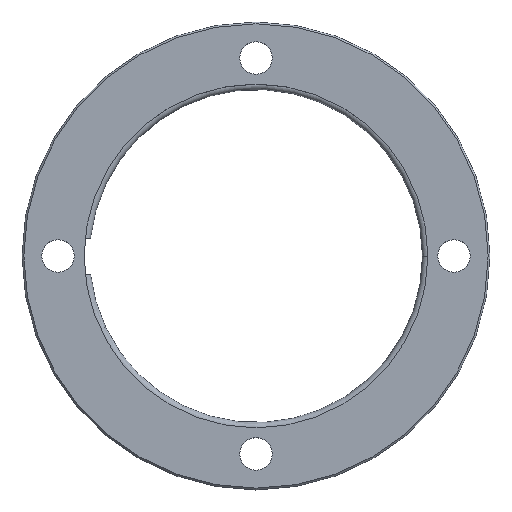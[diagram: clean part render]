
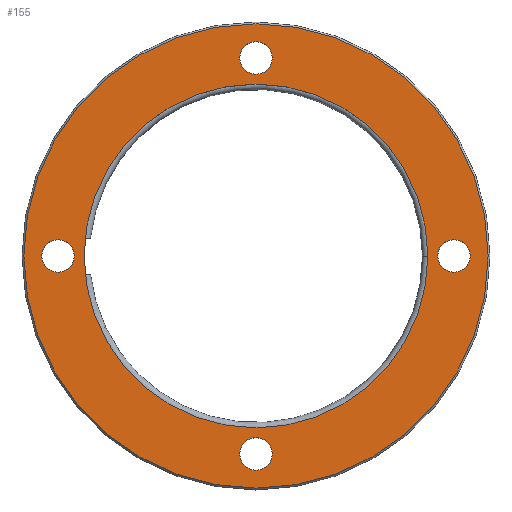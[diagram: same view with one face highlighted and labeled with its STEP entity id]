
A CAD part, top view. The second image highlights one B-rep face of the part: STEP entity #155.
In plain terms, the highlighted planar face has unit normal (0, 0, 1).
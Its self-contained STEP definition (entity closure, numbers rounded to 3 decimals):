
#4 = CARTESIAN_POINT ( 'NONE',  ( 4.5, 55., 0. ) ) ;
#10 = AXIS2_PLACEMENT_3D ( 'NONE', #1300, #615, #1409 ) ;
#14 = ORIENTED_EDGE ( 'NONE', *, *, #1014, .F. ) ;
#28 = CARTESIAN_POINT ( 'NONE',  ( 4.5, -55., 0. ) ) ;
#88 = AXIS2_PLACEMENT_3D ( 'NONE', #179, #823, #171 ) ;
#115 = DIRECTION ( 'NONE',  ( 1., 0., 0. ) ) ;
#116 = VERTEX_POINT ( 'NONE', #1216 ) ;
#137 = CARTESIAN_POINT ( 'NONE',  ( 0., 47.75, 0. ) ) ;
#142 = DIRECTION ( 'NONE',  ( 1., 0., 0. ) ) ;
#152 = VERTEX_POINT ( 'NONE', #991 ) ;
#155 = ADVANCED_FACE ( 'NONE', ( #1181, #384, #292, #776, #1129, #826 ), #1110, .F. ) ;
#171 = DIRECTION ( 'NONE',  ( 1., 0., 0. ) ) ;
#175 = CARTESIAN_POINT ( 'NONE',  ( 0., 0., 0. ) ) ;
#179 = CARTESIAN_POINT ( 'NONE',  ( 0., 55., 0. ) ) ;
#193 = VERTEX_POINT ( 'NONE', #831 ) ;
#198 = CARTESIAN_POINT ( 'NONE',  ( 0., 0., 0. ) ) ;
#203 = EDGE_LOOP ( 'NONE', ( #1103, #601 ) ) ;
#210 = ORIENTED_EDGE ( 'NONE', *, *, #1093, .F. ) ;
#217 = CARTESIAN_POINT ( 'NONE',  ( -55., 0., 0. ) ) ;
#246 = DIRECTION ( 'NONE',  ( 0., 0., 1. ) ) ;
#247 = VERTEX_POINT ( 'NONE', #838 ) ;
#256 = CARTESIAN_POINT ( 'NONE',  ( 55., 0., 0. ) ) ;
#278 = ORIENTED_EDGE ( 'NONE', *, *, #502, .T. ) ;
#280 = AXIS2_PLACEMENT_3D ( 'NONE', #600, #876, #596 ) ;
#286 = ORIENTED_EDGE ( 'NONE', *, *, #296, .F. ) ;
#292 = FACE_BOUND ( 'NONE', #1075, .T. ) ;
#296 = EDGE_CURVE ( 'NONE', #247, #677, #473, .T. ) ;
#305 = CARTESIAN_POINT ( 'NONE',  ( 0., 0., 0. ) ) ;
#309 = DIRECTION ( 'NONE',  ( 0., 0., 1. ) ) ;
#310 = EDGE_LOOP ( 'NONE', ( #14, #799 ) ) ;
#345 = VERTEX_POINT ( 'NONE', #4 ) ;
#346 = CARTESIAN_POINT ( 'NONE',  ( 0., 55., 0. ) ) ;
#348 = CARTESIAN_POINT ( 'NONE',  ( -47.75, 0., 0. ) ) ;
#349 = CIRCLE ( 'NONE', #280, 47.75 ) ;
#358 = AXIS2_PLACEMENT_3D ( 'NONE', #305, #943, #405 ) ;
#363 = DIRECTION ( 'NONE',  ( 1., 0., 0. ) ) ;
#369 = CARTESIAN_POINT ( 'NONE',  ( -64.5, 0., 0. ) ) ;
#384 = FACE_BOUND ( 'NONE', #506, .T. ) ;
#391 = DIRECTION ( 'NONE',  ( 0., 0., 1. ) ) ;
#400 = AXIS2_PLACEMENT_3D ( 'NONE', #175, #927, #1150 ) ;
#405 = DIRECTION ( 'NONE',  ( 1., 0., 0. ) ) ;
#407 = EDGE_CURVE ( 'NONE', #677, #247, #1339, .T. ) ;
#442 = AXIS2_PLACEMENT_3D ( 'NONE', #137, #889, #996 ) ;
#454 = CARTESIAN_POINT ( 'NONE',  ( 55., 0., 0. ) ) ;
#456 = EDGE_CURVE ( 'NONE', #925, #193, #982, .T. ) ;
#473 = CIRCLE ( 'NONE', #584, 4.5 ) ;
#483 = CIRCLE ( 'NONE', #1227, 4.5 ) ;
#496 = AXIS2_PLACEMENT_3D ( 'NONE', #773, #391, #142 ) ;
#502 = EDGE_CURVE ( 'NONE', #1027, #1238, #997, .T. ) ;
#506 = EDGE_LOOP ( 'NONE', ( #1005, #286 ) ) ;
#523 = EDGE_CURVE ( 'NONE', #193, #925, #349, .T. ) ;
#529 = CIRCLE ( 'NONE', #1420, 64.5 ) ;
#539 = CIRCLE ( 'NONE', #496, 4.5 ) ;
#541 = CARTESIAN_POINT ( 'NONE',  ( 64.5, 0., 0. ) ) ;
#561 = DIRECTION ( 'NONE',  ( 0., 0., 1. ) ) ;
#584 = AXIS2_PLACEMENT_3D ( 'NONE', #1164, #689, #1269 ) ;
#596 = DIRECTION ( 'NONE',  ( 1., 0., 0. ) ) ;
#600 = CARTESIAN_POINT ( 'NONE',  ( 0., 0., 0. ) ) ;
#601 = ORIENTED_EDGE ( 'NONE', *, *, #456, .F. ) ;
#615 = DIRECTION ( 'NONE',  ( 0., 0., 1. ) ) ;
#637 = VERTEX_POINT ( 'NONE', #696 ) ;
#677 = VERTEX_POINT ( 'NONE', #28 ) ;
#689 = DIRECTION ( 'NONE',  ( 0., 0., 1. ) ) ;
#696 = CARTESIAN_POINT ( 'NONE',  ( -50.5, 0., 0. ) ) ;
#705 = AXIS2_PLACEMENT_3D ( 'NONE', #346, #246, #885 ) ;
#708 = EDGE_CURVE ( 'NONE', #1238, #1027, #529, .T. ) ;
#740 = EDGE_CURVE ( 'NONE', #1079, #947, #821, .T. ) ;
#773 = CARTESIAN_POINT ( 'NONE',  ( -55., 0., 0. ) ) ;
#776 = FACE_BOUND ( 'NONE', #980, .T. ) ;
#799 = ORIENTED_EDGE ( 'NONE', *, *, #740, .F. ) ;
#821 = CIRCLE ( 'NONE', #1309, 4.5 ) ;
#823 = DIRECTION ( 'NONE',  ( 0., 0., 1. ) ) ;
#826 = FACE_OUTER_BOUND ( 'NONE', #1381, .T. ) ;
#831 = CARTESIAN_POINT ( 'NONE',  ( 47.75, 0., 0. ) ) ;
#838 = CARTESIAN_POINT ( 'NONE',  ( -4.5, -55., 0. ) ) ;
#857 = ORIENTED_EDGE ( 'NONE', *, *, #1160, .F. ) ;
#876 = DIRECTION ( 'NONE',  ( 0., 0., 1. ) ) ;
#885 = DIRECTION ( 'NONE',  ( 1., 0., 0. ) ) ;
#889 = DIRECTION ( 'NONE',  ( 0., 0., -1. ) ) ;
#908 = CIRCLE ( 'NONE', #88, 4.5 ) ;
#925 = VERTEX_POINT ( 'NONE', #348 ) ;
#927 = DIRECTION ( 'NONE',  ( 0., 0., 1. ) ) ;
#943 = DIRECTION ( 'NONE',  ( 0., 0., 1. ) ) ;
#947 = VERTEX_POINT ( 'NONE', #1114 ) ;
#962 = DIRECTION ( 'NONE',  ( 1., 0., 0. ) ) ;
#971 = ORIENTED_EDGE ( 'NONE', *, *, #708, .T. ) ;
#980 = EDGE_LOOP ( 'NONE', ( #1259, #1288 ) ) ;
#982 = CIRCLE ( 'NONE', #400, 47.75 ) ;
#990 = CIRCLE ( 'NONE', #705, 4.5 ) ;
#991 = CARTESIAN_POINT ( 'NONE',  ( -4.5, 55., 0. ) ) ;
#996 = DIRECTION ( 'NONE',  ( -1., 0., 0. ) ) ;
#997 = CIRCLE ( 'NONE', #358, 64.5 ) ;
#1005 = ORIENTED_EDGE ( 'NONE', *, *, #407, .F. ) ;
#1009 = DIRECTION ( 'NONE',  ( 0., 0., 1. ) ) ;
#1014 = EDGE_CURVE ( 'NONE', #947, #1079, #483, .T. ) ;
#1027 = VERTEX_POINT ( 'NONE', #369 ) ;
#1075 = EDGE_LOOP ( 'NONE', ( #857, #210 ) ) ;
#1079 = VERTEX_POINT ( 'NONE', #1112 ) ;
#1083 = EDGE_CURVE ( 'NONE', #345, #152, #990, .T. ) ;
#1085 = DIRECTION ( 'NONE',  ( 0., 0., 1. ) ) ;
#1093 = EDGE_CURVE ( 'NONE', #116, #637, #539, .T. ) ;
#1102 = AXIS2_PLACEMENT_3D ( 'NONE', #217, #1085, #962 ) ;
#1103 = ORIENTED_EDGE ( 'NONE', *, *, #523, .F. ) ;
#1110 = PLANE ( 'NONE',  #442 ) ;
#1112 = CARTESIAN_POINT ( 'NONE',  ( 50.5, 0., 0. ) ) ;
#1114 = CARTESIAN_POINT ( 'NONE',  ( 59.5, 0., 0. ) ) ;
#1129 = FACE_BOUND ( 'NONE', #203, .T. ) ;
#1150 = DIRECTION ( 'NONE',  ( 1., 0., 0. ) ) ;
#1160 = EDGE_CURVE ( 'NONE', #637, #116, #1291, .T. ) ;
#1164 = CARTESIAN_POINT ( 'NONE',  ( 0., -55., 0. ) ) ;
#1181 = FACE_BOUND ( 'NONE', #310, .T. ) ;
#1216 = CARTESIAN_POINT ( 'NONE',  ( -59.5, 0., 0. ) ) ;
#1227 = AXIS2_PLACEMENT_3D ( 'NONE', #256, #1009, #363 ) ;
#1238 = VERTEX_POINT ( 'NONE', #541 ) ;
#1259 = ORIENTED_EDGE ( 'NONE', *, *, #1083, .F. ) ;
#1269 = DIRECTION ( 'NONE',  ( 1., 0., 0. ) ) ;
#1288 = ORIENTED_EDGE ( 'NONE', *, *, #1336, .F. ) ;
#1291 = CIRCLE ( 'NONE', #1102, 4.5 ) ;
#1300 = CARTESIAN_POINT ( 'NONE',  ( 0., -55., 0. ) ) ;
#1309 = AXIS2_PLACEMENT_3D ( 'NONE', #454, #561, #1360 ) ;
#1336 = EDGE_CURVE ( 'NONE', #152, #345, #908, .T. ) ;
#1339 = CIRCLE ( 'NONE', #10, 4.5 ) ;
#1360 = DIRECTION ( 'NONE',  ( 1., 0., 0. ) ) ;
#1381 = EDGE_LOOP ( 'NONE', ( #278, #971 ) ) ;
#1409 = DIRECTION ( 'NONE',  ( 1., 0., 0. ) ) ;
#1420 = AXIS2_PLACEMENT_3D ( 'NONE', #198, #309, #115 ) ;
